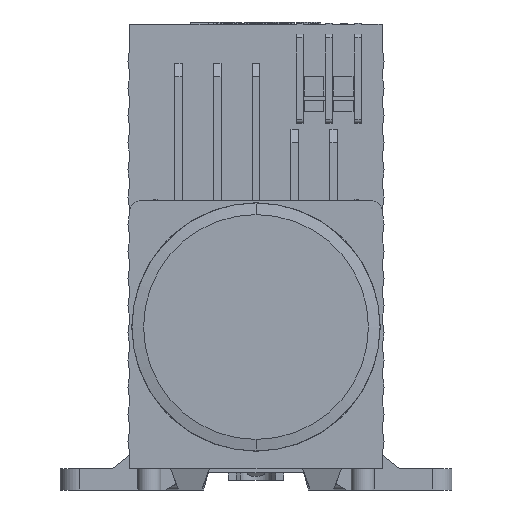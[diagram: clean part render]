
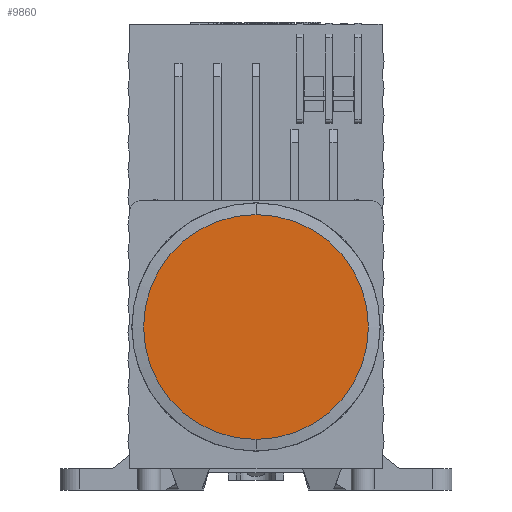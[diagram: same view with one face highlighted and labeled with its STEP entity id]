
A CAD part, front view. The second image highlights one B-rep face of the part: STEP entity #9860.
In plain terms, the highlighted planar face has unit normal (0, -1, 0).
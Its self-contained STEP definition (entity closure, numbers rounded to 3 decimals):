
#1271 = CARTESIAN_POINT ( 'NONE',  ( 0., -0.6, 0. ) ) ;
#2337 = AXIS2_PLACEMENT_3D ( 'NONE', #1271, #4028, #18472 ) ;
#2372 = AXIS2_PLACEMENT_3D ( 'NONE', #16527, #13577, #5132 ) ;
#3571 = CARTESIAN_POINT ( 'NONE',  ( 0., -0.6, 28.967 ) ) ;
#4028 = DIRECTION ( 'NONE',  ( 0., -1., 0. ) ) ;
#4158 = CARTESIAN_POINT ( 'NONE',  ( 0., -0.6, -28.967 ) ) ;
#4661 = EDGE_LOOP ( 'NONE', ( #13509, #10998 ) ) ;
#5132 = DIRECTION ( 'NONE',  ( 0., 0., -1. ) ) ;
#5190 = AXIS2_PLACEMENT_3D ( 'NONE', #14006, #8400, #15524 ) ;
#6743 = FACE_OUTER_BOUND ( 'NONE', #4661, .T. ) ;
#8400 = DIRECTION ( 'NONE',  ( 0., -1., 0. ) ) ;
#8814 = CIRCLE ( 'NONE', #5190, 28.967 ) ;
#9860 = ADVANCED_FACE ( 'NONE', ( #6743 ), #12531, .T. ) ;
#9942 = VERTEX_POINT ( 'NONE', #4158 ) ;
#10512 = CIRCLE ( 'NONE', #2337, 28.967 ) ;
#10998 = ORIENTED_EDGE ( 'NONE', *, *, #15456, .T. ) ;
#12531 = PLANE ( 'NONE',  #2372 ) ;
#13509 = ORIENTED_EDGE ( 'NONE', *, *, #15445, .T. ) ;
#13577 = DIRECTION ( 'NONE',  ( 0., -1., 0. ) ) ;
#14006 = CARTESIAN_POINT ( 'NONE',  ( 0., -0.6, 0. ) ) ;
#15445 = EDGE_CURVE ( 'NONE', #17332, #9942, #10512, .T. ) ;
#15456 = EDGE_CURVE ( 'NONE', #9942, #17332, #8814, .T. ) ;
#15524 = DIRECTION ( 'NONE',  ( 0., 0., -1. ) ) ;
#16527 = CARTESIAN_POINT ( 'NONE',  ( 0., -0.6, 0. ) ) ;
#17332 = VERTEX_POINT ( 'NONE', #3571 ) ;
#18472 = DIRECTION ( 'NONE',  ( 0., 0., -1. ) ) ;
